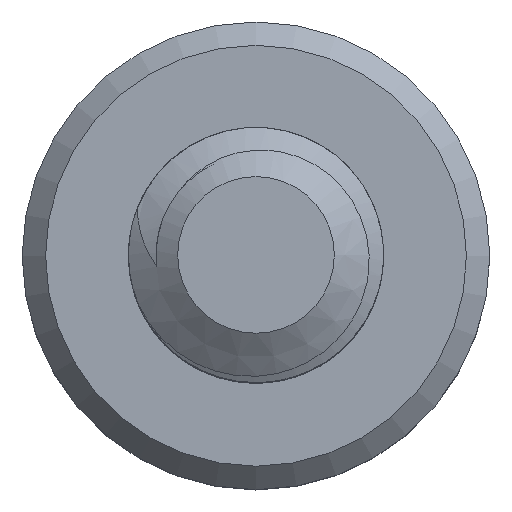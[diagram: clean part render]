
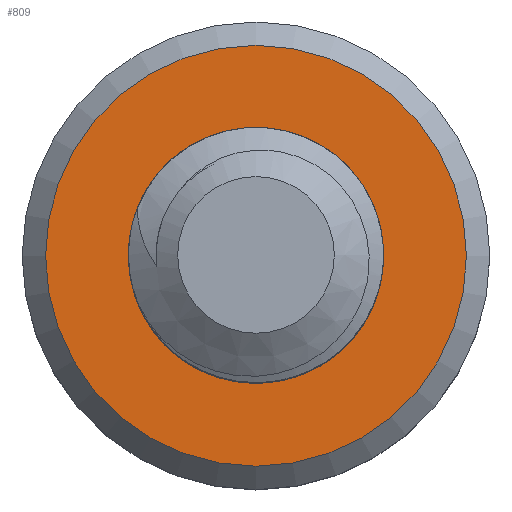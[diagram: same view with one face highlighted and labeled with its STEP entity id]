
A CAD part, top view. The second image highlights one B-rep face of the part: STEP entity #809.
In plain terms, the highlighted planar face has unit normal (0, 0, 1).
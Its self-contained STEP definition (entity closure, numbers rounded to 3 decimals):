
#16=FACE_BOUND('',#129,.T.);
#19=PLANE('',#896);
#79=FACE_OUTER_BOUND('',#128,.T.);
#128=EDGE_LOOP('',(#701,#702));
#129=EDGE_LOOP('',(#703,#704,#705,#706));
#142=CIRCLE('',#843,1.5);
#147=CIRCLE('',#872,2.475);
#148=CIRCLE('',#873,2.475);
#157=CIRCLE('',#887,1.175);
#217=B_SPLINE_CURVE_WITH_KNOTS('',3,(#5626,#5627,#5628,#5629,#5630,#5631,
#5632,#5633,#5634,#5635,#5636,#5637,#5638,#5639,#5640,#5641,#5642,#5643,
#5644,#5645,#5646,#5647,#5648,#5649,#5650,#5651,#5652,#5653,#5654,#5655,
#5656,#5657,#5658,#5659,#5660,#5661,#5662,#5663,#5664,#5665),
 .UNSPECIFIED.,.F.,.F.,(4,3,3,3,3,3,3,3,3,3,3,3,3,4),(0.,0.033,
0.065,0.099,0.115,0.133,
0.16,0.17,0.233,0.276,
0.321,0.342,0.344,0.411),
 .UNSPECIFIED.);
#218=B_SPLINE_CURVE_WITH_KNOTS('',3,(#6028,#6029,#6030,#6031,#6032,#6033,
#6034,#6035,#6036,#6037,#6038,#6039,#6040,#6041,#6042,#6043,#6044,#6045,
#6046,#6047,#6048,#6049,#6050,#6051,#6052,#6053,#6054,#6055,#6056,#6057,
#6058,#6059,#6060,#6061,#6062,#6063,#6064,#6065,#6066,#6067,#6068,#6069,
#6070),.UNSPECIFIED.,.F.,.F.,(4,3,3,3,3,3,3,3,3,3,3,3,3,3,4),(0.,0.054,
0.092,0.109,0.125,0.153,
0.174,0.211,0.241,0.261,
0.273,0.282,0.32,0.328,
0.391),.UNSPECIFIED.);
#301=VERTEX_POINT('',#1090);
#302=VERTEX_POINT('',#1116);
#354=VERTEX_POINT('',#5089);
#355=VERTEX_POINT('',#5091);
#366=VERTEX_POINT('',#5224);
#367=VERTEX_POINT('',#5244);
#380=EDGE_CURVE('',#301,#302,#142,.T.);
#456=EDGE_CURVE('',#355,#354,#147,.T.);
#457=EDGE_CURVE('',#354,#355,#148,.T.);
#474=EDGE_CURVE('',#367,#366,#157,.T.);
#477=EDGE_CURVE('',#366,#302,#217,.T.);
#478=EDGE_CURVE('',#301,#367,#218,.T.);
#701=ORIENTED_EDGE('',*,*,#456,.T.);
#702=ORIENTED_EDGE('',*,*,#457,.T.);
#703=ORIENTED_EDGE('',*,*,#380,.F.);
#704=ORIENTED_EDGE('',*,*,#478,.T.);
#705=ORIENTED_EDGE('',*,*,#474,.T.);
#706=ORIENTED_EDGE('',*,*,#477,.T.);
#809=ADVANCED_FACE('',(#79,#16),#19,.F.);
#843=AXIS2_PLACEMENT_3D('',#1117,#914,#915);
#872=AXIS2_PLACEMENT_3D('',#5092,#996,#997);
#873=AXIS2_PLACEMENT_3D('',#5093,#998,#999);
#887=AXIS2_PLACEMENT_3D('',#5245,#1029,#1030);
#896=AXIS2_PLACEMENT_3D('',#6082,#1047,#1048);
#914=DIRECTION('center_axis',(0.,0.,1.));
#915=DIRECTION('ref_axis',(1.,0.,0.));
#996=DIRECTION('center_axis',(0.,0.,1.));
#997=DIRECTION('ref_axis',(-1.,0.,0.));
#998=DIRECTION('center_axis',(0.,0.,1.));
#999=DIRECTION('ref_axis',(-1.,0.,0.));
#1029=DIRECTION('center_axis',(0.,0.,-1.));
#1030=DIRECTION('ref_axis',(1.,0.,0.));
#1047=DIRECTION('center_axis',(0.,0.,-1.));
#1048=DIRECTION('ref_axis',(-1.,0.,0.));
#1090=CARTESIAN_POINT('',(0.,1.5,-6.));
#1116=CARTESIAN_POINT('',(-1.051,1.07,-6.));
#1117=CARTESIAN_POINT('Origin',(0.,0.,-6.));
#5089=CARTESIAN_POINT('',(2.475,0.,-6.));
#5091=CARTESIAN_POINT('',(-2.475,0.,-6.));
#5092=CARTESIAN_POINT('Origin',(0.,0.,-6.));
#5093=CARTESIAN_POINT('Origin',(0.,0.,-6.));
#5224=CARTESIAN_POINT('',(0.,-1.175,-6.));
#5244=CARTESIAN_POINT('',(0.823,-0.839,-6.));
#5245=CARTESIAN_POINT('Origin',(0.,0.,-6.));
#5626=CARTESIAN_POINT('Ctrl Pts',(0.,-1.175,
-6.));
#5627=CARTESIAN_POINT('Ctrl Pts',(-0.109,-1.187,-6.));
#5628=CARTESIAN_POINT('Ctrl Pts',(-0.219,-1.184,
-6.));
#5629=CARTESIAN_POINT('Ctrl Pts',(-0.328,-1.167,
-6.));
#5630=CARTESIAN_POINT('Ctrl Pts',(-0.434,-1.15,
-6.));
#5631=CARTESIAN_POINT('Ctrl Pts',(-0.538,-1.119,
-6.));
#5632=CARTESIAN_POINT('Ctrl Pts',(-0.636,-1.075,-6.));
#5633=CARTESIAN_POINT('Ctrl Pts',(-0.739,-1.029,
-6.));
#5634=CARTESIAN_POINT('Ctrl Pts',(-0.836,-0.969,
-6.));
#5635=CARTESIAN_POINT('Ctrl Pts',(-0.923,-0.897,
-6.));
#5636=CARTESIAN_POINT('Ctrl Pts',(-0.963,-0.864,
-6.));
#5637=CARTESIAN_POINT('Ctrl Pts',(-1.001,-0.827,
-6.));
#5638=CARTESIAN_POINT('Ctrl Pts',(-1.035,-0.791,
-6.));
#5639=CARTESIAN_POINT('Ctrl Pts',(-1.076,-0.748,-6.));
#5640=CARTESIAN_POINT('Ctrl Pts',(-1.112,-0.704,-6.));
#5641=CARTESIAN_POINT('Ctrl Pts',(-1.143,-0.66,
-6.));
#5642=CARTESIAN_POINT('Ctrl Pts',(-1.187,-0.597,
-6.));
#5643=CARTESIAN_POINT('Ctrl Pts',(-1.224,-0.535,
-6.));
#5644=CARTESIAN_POINT('Ctrl Pts',(-1.252,-0.477,
-6.));
#5645=CARTESIAN_POINT('Ctrl Pts',(-1.264,-0.455,
-6.));
#5646=CARTESIAN_POINT('Ctrl Pts',(-1.274,-0.434,
-6.));
#5647=CARTESIAN_POINT('Ctrl Pts',(-1.283,-0.412,
-6.));
#5648=CARTESIAN_POINT('Ctrl Pts',(-1.34,-0.282,
-6.));
#5649=CARTESIAN_POINT('Ctrl Pts',(-1.377,-0.143,-6.));
#5650=CARTESIAN_POINT('Ctrl Pts',(-1.392,-0.001,
-6.));
#5651=CARTESIAN_POINT('Ctrl Pts',(-1.402,0.097,-6.));
#5652=CARTESIAN_POINT('Ctrl Pts',(-1.402,0.197,-6.));
#5653=CARTESIAN_POINT('Ctrl Pts',(-1.391,0.296,-6.));
#5654=CARTESIAN_POINT('Ctrl Pts',(-1.38,0.395,-6.));
#5655=CARTESIAN_POINT('Ctrl Pts',(-1.358,0.494,-6.));
#5656=CARTESIAN_POINT('Ctrl Pts',(-1.325,0.589,-6.));
#5657=CARTESIAN_POINT('Ctrl Pts',(-1.31,0.635,-6.));
#5658=CARTESIAN_POINT('Ctrl Pts',(-1.292,0.679,-6.));
#5659=CARTESIAN_POINT('Ctrl Pts',(-1.273,0.722,-6.));
#5660=CARTESIAN_POINT('Ctrl Pts',(-1.271,0.725,-6.));
#5661=CARTESIAN_POINT('Ctrl Pts',(-1.269,0.729,-6.));
#5662=CARTESIAN_POINT('Ctrl Pts',(-1.268,0.732,-6.));
#5663=CARTESIAN_POINT('Ctrl Pts',(-1.206,0.863,-6.));
#5664=CARTESIAN_POINT('Ctrl Pts',(-1.13,0.977,-6.));
#5665=CARTESIAN_POINT('Ctrl Pts',(-1.051,1.07,-6.));
#6028=CARTESIAN_POINT('Ctrl Pts',(0.,1.5,
-6.));
#6029=CARTESIAN_POINT('Ctrl Pts',(0.179,1.485,-6.));
#6030=CARTESIAN_POINT('Ctrl Pts',(0.355,1.436,-6.));
#6031=CARTESIAN_POINT('Ctrl Pts',(0.516,1.356,-6.));
#6032=CARTESIAN_POINT('Ctrl Pts',(0.629,1.3,-6.));
#6033=CARTESIAN_POINT('Ctrl Pts',(0.734,1.228,-6.));
#6034=CARTESIAN_POINT('Ctrl Pts',(0.828,1.145,-6.));
#6035=CARTESIAN_POINT('Ctrl Pts',(0.87,1.108,-6.));
#6036=CARTESIAN_POINT('Ctrl Pts',(0.909,1.068,-6.));
#6037=CARTESIAN_POINT('Ctrl Pts',(0.946,1.027,-6.));
#6038=CARTESIAN_POINT('Ctrl Pts',(0.981,0.987,-6.));
#6039=CARTESIAN_POINT('Ctrl Pts',(1.014,0.946,-6.));
#6040=CARTESIAN_POINT('Ctrl Pts',(1.044,0.904,-6.));
#6041=CARTESIAN_POINT('Ctrl Pts',(1.096,0.83,-6.));
#6042=CARTESIAN_POINT('Ctrl Pts',(1.139,0.754,-6.));
#6043=CARTESIAN_POINT('Ctrl Pts',(1.174,0.678,-6.));
#6044=CARTESIAN_POINT('Ctrl Pts',(1.2,0.621,-6.));
#6045=CARTESIAN_POINT('Ctrl Pts',(1.221,0.565,-6.));
#6046=CARTESIAN_POINT('Ctrl Pts',(1.238,0.508,-6.));
#6047=CARTESIAN_POINT('Ctrl Pts',(1.268,0.407,-6.));
#6048=CARTESIAN_POINT('Ctrl Pts',(1.286,0.302,-6.));
#6049=CARTESIAN_POINT('Ctrl Pts',(1.29,0.197,-6.));
#6050=CARTESIAN_POINT('Ctrl Pts',(1.294,0.109,-6.));
#6051=CARTESIAN_POINT('Ctrl Pts',(1.289,0.02,-6.));
#6052=CARTESIAN_POINT('Ctrl Pts',(1.274,-0.067,
-6.));
#6053=CARTESIAN_POINT('Ctrl Pts',(1.265,-0.123,-6.));
#6054=CARTESIAN_POINT('Ctrl Pts',(1.252,-0.179,-6.));
#6055=CARTESIAN_POINT('Ctrl Pts',(1.235,-0.234,-6.));
#6056=CARTESIAN_POINT('Ctrl Pts',(1.225,-0.266,-6.));
#6057=CARTESIAN_POINT('Ctrl Pts',(1.214,-0.297,-6.));
#6058=CARTESIAN_POINT('Ctrl Pts',(1.201,-0.328,-6.));
#6059=CARTESIAN_POINT('Ctrl Pts',(1.192,-0.352,-6.));
#6060=CARTESIAN_POINT('Ctrl Pts',(1.182,-0.375,-6.));
#6061=CARTESIAN_POINT('Ctrl Pts',(1.172,-0.397,-6.));
#6062=CARTESIAN_POINT('Ctrl Pts',(1.129,-0.488,-6.));
#6063=CARTESIAN_POINT('Ctrl Pts',(1.084,-0.557,-6.));
#6064=CARTESIAN_POINT('Ctrl Pts',(1.049,-0.606,-6.));
#6065=CARTESIAN_POINT('Ctrl Pts',(1.041,-0.616,-6.));
#6066=CARTESIAN_POINT('Ctrl Pts',(1.034,-0.626,-6.));
#6067=CARTESIAN_POINT('Ctrl Pts',(1.027,-0.635,-6.));
#6068=CARTESIAN_POINT('Ctrl Pts',(0.968,-0.711,
-6.));
#6069=CARTESIAN_POINT('Ctrl Pts',(0.9,-0.78,
-6.));
#6070=CARTESIAN_POINT('Ctrl Pts',(0.823,-0.839,-6.));
#6082=CARTESIAN_POINT('Origin',(0.,0.,-6.));
